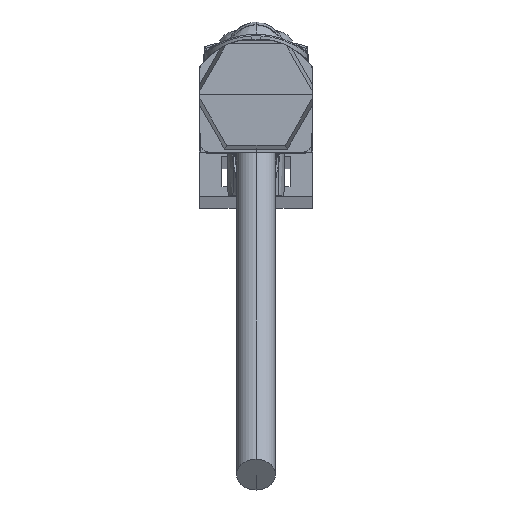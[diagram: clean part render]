
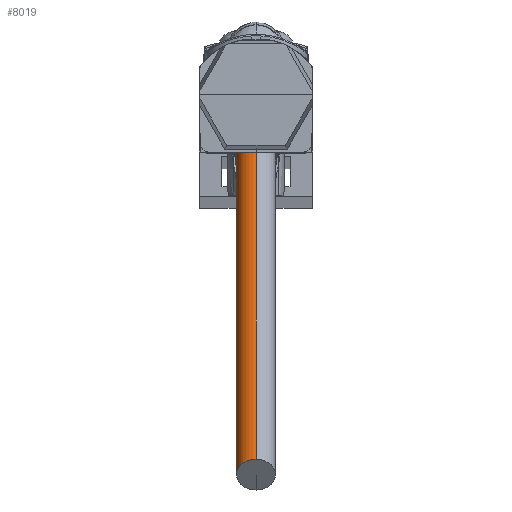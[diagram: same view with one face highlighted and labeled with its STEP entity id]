
A CAD part, top view. The second image highlights one B-rep face of the part: STEP entity #8019.
In plain terms, the highlighted cylindrical face has radius 2.075 mm (diameter 4.15 mm), a partial arc.
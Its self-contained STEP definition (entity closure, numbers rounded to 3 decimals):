
#7927=CARTESIAN_POINT('',(0.,-1.63,19.646));
#7928=DIRECTION('',(0.,-0.623,0.783));
#7929=DIRECTION('',(0.,0.783,0.623));
#7930=AXIS2_PLACEMENT_3D('',#7927,#7928,#7929);
#7932=DIRECTION('',(0.,-0.623,0.783));
#7933=VECTOR('',#7932,61.492);
#7934=CARTESIAN_POINT('',(0.,-0.007,20.938));
#7935=LINE('',#7934,#7933);
#7941=DIRECTION('',(0.,-0.623,0.783));
#7942=VECTOR('',#7941,61.492);
#7943=CARTESIAN_POINT('',(0.,-3.254,18.354));
#7944=LINE('',#7943,#7942);
#7950=CARTESIAN_POINT('',(0.,-39.91,67.77));
#7951=DIRECTION('',(0.,-0.623,0.783));
#7952=DIRECTION('',(0.,0.783,0.623));
#7953=AXIS2_PLACEMENT_3D('',#7950,#7951,#7952);
#7955=CARTESIAN_POINT('',(0.,-3.254,18.354));
#7956=CARTESIAN_POINT('',(0.,-0.007,20.938));
#7957=VERTEX_POINT('',#7955);
#7958=VERTEX_POINT('',#7956);
#7959=CARTESIAN_POINT('',(0.,-41.534,66.478));
#7960=CARTESIAN_POINT('',(0.,-38.286,69.061));
#7961=VERTEX_POINT('',#7959);
#7962=VERTEX_POINT('',#7960);
#8005=CARTESIAN_POINT('',(0.,-1.63,19.646));
#8006=DIRECTION('',(0.,-0.623,0.783));
#8007=DIRECTION('',(0.,-0.783,-0.623));
#8008=AXIS2_PLACEMENT_3D('',#8005,#8006,#8007);
#8009=CYLINDRICAL_SURFACE('',#8008,2.075);
#8010=ORIENTED_EDGE('',*,*,#7999,.F.);
#8012=ORIENTED_EDGE('',*,*,#8011,.T.);
#8014=ORIENTED_EDGE('',*,*,#8013,.T.);
#8016=ORIENTED_EDGE('',*,*,#8015,.F.);
#8017=EDGE_LOOP('',(#8010,#8012,#8014,#8016));
#8018=FACE_OUTER_BOUND('',#8017,.F.);
#8019=ADVANCED_FACE('',(#8018),#8009,.T.);
#7931=CIRCLE('',#7930,2.075);
#7954=CIRCLE('',#7953,2.075);
#7999=EDGE_CURVE('',#7958,#7957,#7931,.T.);
#8011=EDGE_CURVE('',#7958,#7962,#7935,.T.);
#8013=EDGE_CURVE('',#7962,#7961,#7954,.T.);
#8015=EDGE_CURVE('',#7957,#7961,#7944,.T.);
